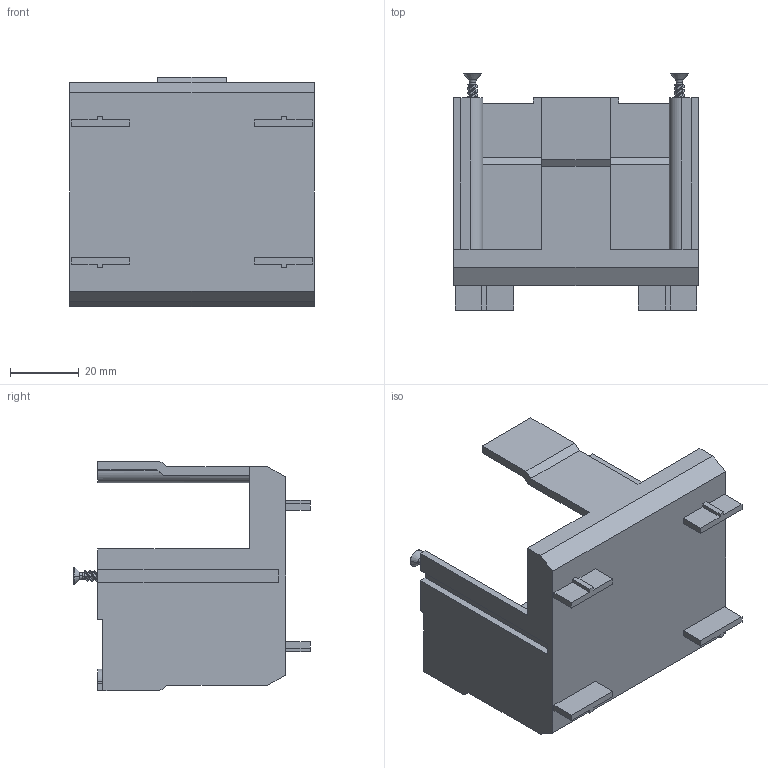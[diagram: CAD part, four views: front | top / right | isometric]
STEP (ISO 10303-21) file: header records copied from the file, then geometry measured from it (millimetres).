
FILE_DESCRIPTION((''),'2;1');
FILE_NAME('01322-M_ASM','2022-11-04T14:14:50',('rissom1'),(''),'CREO PARAMETRIC BY PTC INC, 2022024','CREO PARAMETRIC BY PTC INC, 2022024','');
FILE_SCHEMA(('AUTOMOTIVE_DESIGN { 1 0 10303 214 1 1 1 1 }'));
Length unit declared in the file: millimetre
Products named in the file (3): 14738-M; 52515-M; 01322-M_ASM
Assembly tree (3 placements, depth 2):
  01322-M_ASM
    14738-M
    52515-M  x2
Bounding box: 70.9 x 68.7 x 66.7 mm (x, y, z)
Volume: 34310.1 mm3; surface area: 32160.7 mm2
Topology: 3 solids, 5 shells, 255 faces, 644 edges, 402 vertices
Faces by surface type: plane 161, cylinder 36, cone 36, bspline 18, torus 4
Entity records: 12780 total; most frequent: CARTESIAN_POINT 5965, DIRECTION 978, ORIENTED_EDGE 966, EDGE_CURVE 483, VECTOR 379, LINE 379, VERTEX_POINT 307, AXIS2_PLACEMENT_3D 295
